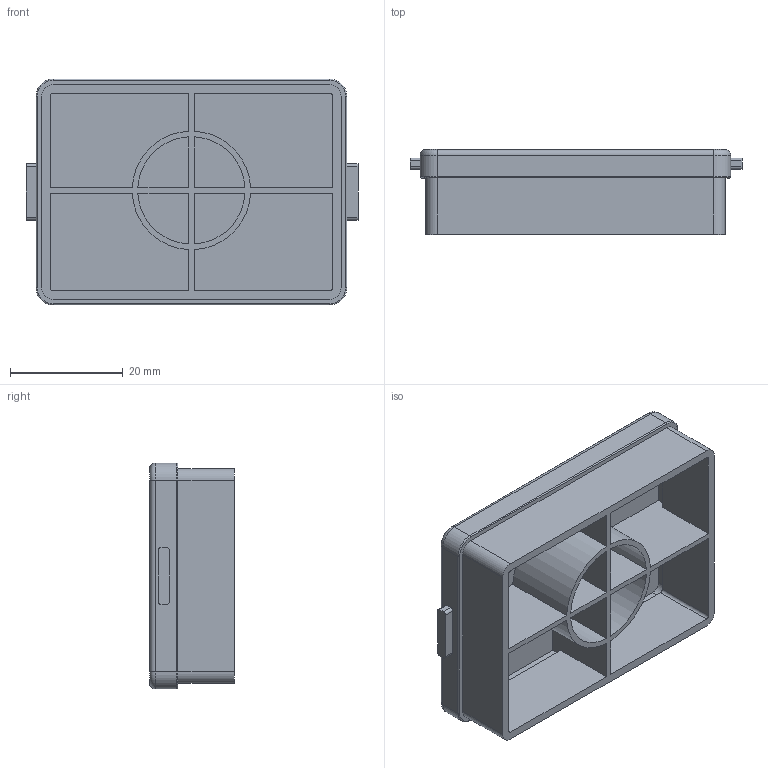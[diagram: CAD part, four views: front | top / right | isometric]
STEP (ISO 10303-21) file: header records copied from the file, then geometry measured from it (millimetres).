
FILE_DESCRIPTION(/* description */ (''),/* implementation_level */ '2;1');
FILE_NAME(/* name */ 'PCBWAY AGAIN BATTERY BAY LID.step',/* time_stamp */ '2025-12-06T08:25:20Z',/* author */ (''),/* organization */ (''),/* preprocessor_version */ 'ST-DEVELOPER v20.1',/* originating_system */ 'Autodesk Translation Framework v14.21.0.0',/* authorisation */ '');
FILE_SCHEMA (('AUTOMOTIVE_DESIGN { 1 0 10303 214 3 1 1 }'));
Length unit declared in the file: millimetre
Products named in the file (2): PCBWAY AGAIN; BATTERY BAY LID
Assembly tree (1 placements, depth 2):
  PCBWAY AGAIN
    BATTERY BAY LID
Bounding box: 58.79 x 15 x 40 mm (x, y, z)
Volume: 9070.7 mm3; surface area: 13402.4 mm2
Topology: 1 solids, 1 shells, 113 faces, 284 edges, 184 vertices
Faces by surface type: plane 65, cylinder 40, torus 8
Entity records: 3508 total; most frequent: DIRECTION 604, CARTESIAN_POINT 584, ORIENTED_EDGE 568, EDGE_CURVE 284, AXIS2_PLACEMENT_3D 204, LINE 196, VECTOR 196, VERTEX_POINT 184
